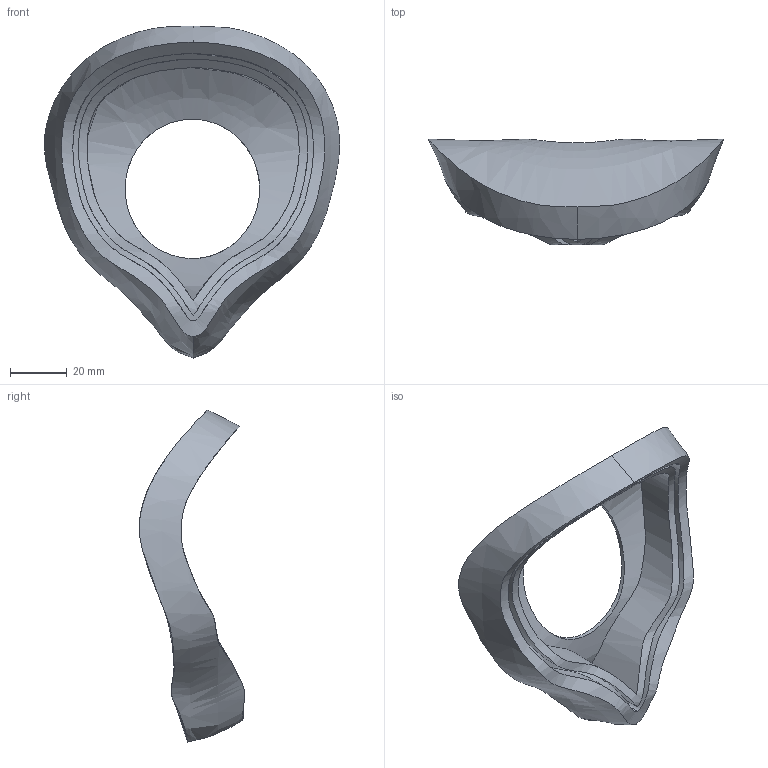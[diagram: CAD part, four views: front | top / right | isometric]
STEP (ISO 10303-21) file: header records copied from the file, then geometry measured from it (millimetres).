
FILE_DESCRIPTION(/* description */ (''),/* implementation_level */ '2;1');
FILE_NAME(/* name */ 'gasket.step',/* time_stamp */ '2020-04-06T23:57:57-05:00',/* author */ (''),/* organization */ (''),/* preprocessor_version */ 'ST-DEVELOPER v18',/* originating_system */ 'Autodesk Translation Framework v8.12.0.6',/* authorisation */ '');
FILE_SCHEMA (('AUTOMOTIVE_DESIGN { 1 0 10303 214 3 1 1 }'));
Length unit declared in the file: millimetre
Products named in the file (2): MontanaMask with mould and short nose; Component6
Assembly tree (1 placements, depth 2):
  MontanaMask with mould and short nose
    Component6
Bounding box: 104.32 x 37.25 x 117.34 mm (x, y, z)
Volume: 62068.9 mm3; surface area: 25828.2 mm2
Topology: 1 solids, 1 shells, 14 faces, 34 edges, 25 vertices
Faces by surface type: bspline 14
Entity records: 6105 total; most frequent: CARTESIAN_POINT 5813, ORIENTED_EDGE 68, EDGE_CURVE 34, B_SPLINE_CURVE_WITH_KNOTS 28, VERTEX_POINT 25, EDGE_LOOP 19, FACE_OUTER_BOUND 14, ADVANCED_FACE 14
